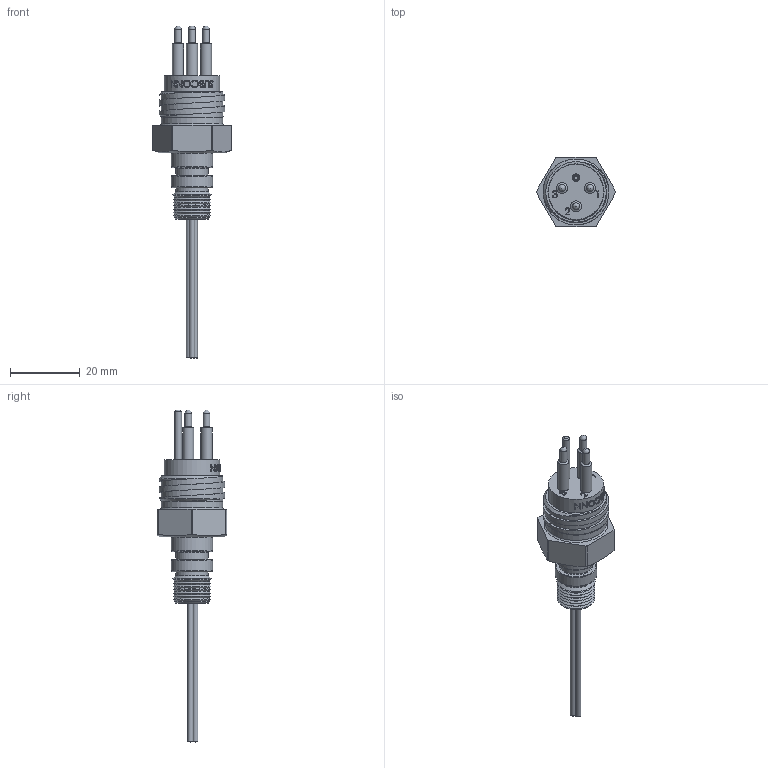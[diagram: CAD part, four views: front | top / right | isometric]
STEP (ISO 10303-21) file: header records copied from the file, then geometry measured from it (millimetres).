
FILE_DESCRIPTION(/* description */ (''),/* implementation_level */ '2;1');
FILE_NAME(/* name */ 'MCBH3M-G2 w 2 o-ring 20mm Hex.stp',/* time_stamp */ '2015-01-05T13:58:37+01:00',/* author */ ('sh'),/* organization */ (''),/* preprocessor_version */ 'ST-DEVELOPER v15.2',/* originating_system */ 'Autodesk Inventor 2014',/* authorisation */ '');
FILE_SCHEMA (('AUTOMOTIVE_DESIGN { 1 0 10303 214 3 1 1 }'));
Length unit declared in the file: inch
Products named in the file (1): MCBH3M-G2 w 2 o-ring 20mm Hex
Bounding box: 22.87 x 19.94 x 95.31 mm (x, y, z)
Volume: 6105.6 mm3; surface area: 6585.3 mm2
Topology: 9 solids, 9 shells, 256 faces, 642 edges, 429 vertices
Faces by surface type: plane 85, bspline 81, cylinder 46, cone 31, torus 13
Full cylindrical faces by diameter (mm): 1.321 x3, 1.524 x3, 1.981 x4, 1.986 x3, 2.007 x1, 3.175 x3, 5.537 x1, 7.264 x1, 9.322 x1, 9.398 x1, 11.918 x2, 13.5 x1, 15.875 x1, 15.9 x1, 17.628 x1, 17.97 x1
Entity records: 14303 total; most frequent: CARTESIAN_POINT 8996, ORIENTED_EDGE 1076, DIRECTION 862, EDGE_CURVE 538, VERTEX_POINT 397, EDGE_LOOP 355, AXIS2_PLACEMENT_3D 331, FACE_OUTER_BOUND 256
